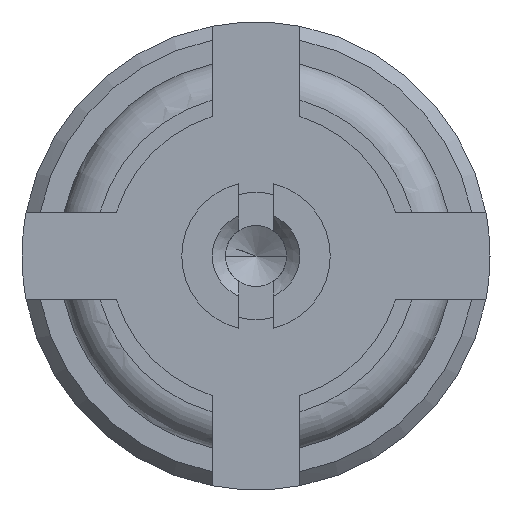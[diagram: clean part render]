
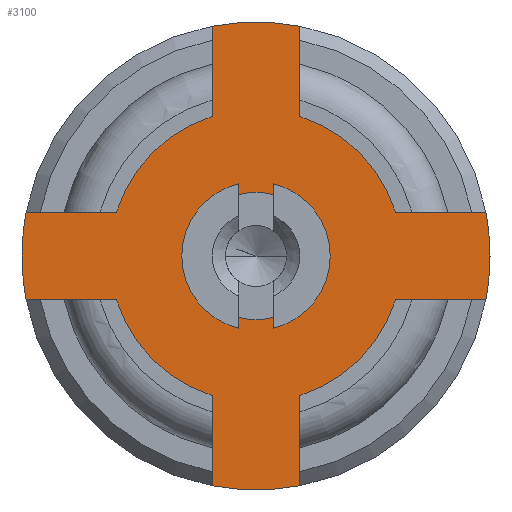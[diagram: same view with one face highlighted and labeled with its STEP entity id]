
A CAD part, left-side view. The second image highlights one B-rep face of the part: STEP entity #3100.
In plain terms, the highlighted planar face has unit normal (-1, 0, 0).
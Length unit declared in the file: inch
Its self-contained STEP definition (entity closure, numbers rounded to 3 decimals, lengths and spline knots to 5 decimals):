
#127=CARTESIAN_POINT('',(-0.1748,0.,0.));
#128=DIRECTION('',(1.,0.,0.));
#129=DIRECTION('',(0.,0.982,-0.188));
#130=AXIS2_PLACEMENT_3D('',#127,#128,#129);
#145=CARTESIAN_POINT('',(-0.1748,0.,0.));
#146=DIRECTION('',(-1.,0.,0.));
#147=DIRECTION('',(0.,0.188,-0.982));
#148=AXIS2_PLACEMENT_3D('',#145,#146,#147);
#163=CARTESIAN_POINT('',(-0.1748,0.,0.));
#164=DIRECTION('',(1.,0.,0.));
#165=DIRECTION('',(0.,-1.,0.));
#166=AXIS2_PLACEMENT_3D('',#163,#164,#165);
#480=CARTESIAN_POINT('',(-0.1748,0.,0.));
#481=DIRECTION('',(1.,0.,0.));
#482=DIRECTION('',(0.,-0.982,0.188));
#483=AXIS2_PLACEMENT_3D('',#480,#481,#482);
#498=CARTESIAN_POINT('',(-0.1748,0.,0.));
#499=DIRECTION('',(-1.,0.,0.));
#500=DIRECTION('',(0.,-0.188,0.982));
#501=AXIS2_PLACEMENT_3D('',#498,#499,#500);
#516=CARTESIAN_POINT('',(-0.1748,0.,0.));
#517=DIRECTION('',(1.,0.,0.));
#518=DIRECTION('',(0.,1.,0.));
#519=AXIS2_PLACEMENT_3D('',#516,#517,#518);
#688=DIRECTION('',(0.,0.,1.));
#689=VECTOR('',#688,0.02067);
#690=CARTESIAN_POINT('',(-0.1748,-0.01004,
-0.05259));
#691=LINE('',#690,#689);
#692=DIRECTION('',(0.,0.,-1.));
#693=VECTOR('',#692,0.02067);
#694=CARTESIAN_POINT('',(-0.1748,0.01004,
-0.03192));
#695=LINE('',#694,#693);
#696=DIRECTION('',(0.,-1.,0.));
#697=VECTOR('',#696,0.02067);
#698=CARTESIAN_POINT('',(-0.1748,0.05259,
-0.01004));
#699=LINE('',#698,#697);
#700=DIRECTION('',(0.,1.,0.));
#701=VECTOR('',#700,0.02067);
#702=CARTESIAN_POINT('',(-0.1748,0.03192,
0.01004));
#703=LINE('',#702,#701);
#704=DIRECTION('',(0.,0.,-1.));
#705=VECTOR('',#704,0.02067);
#706=CARTESIAN_POINT('',(-0.1748,0.01004,
0.05259));
#707=LINE('',#706,#705);
#708=DIRECTION('',(0.,0.,1.));
#709=VECTOR('',#708,0.02067);
#710=CARTESIAN_POINT('',(-0.1748,-0.01004,
0.03192));
#711=LINE('',#710,#709);
#712=DIRECTION('',(0.,1.,0.));
#713=VECTOR('',#712,0.02067);
#714=CARTESIAN_POINT('',(-0.1748,-0.05259,
0.01004));
#715=LINE('',#714,#713);
#716=DIRECTION('',(0.,-1.,0.));
#717=VECTOR('',#716,0.02067);
#718=CARTESIAN_POINT('',(-0.1748,-0.03192,
-0.01004));
#719=LINE('',#718,#717);
#720=CARTESIAN_POINT('',(-0.1748,0.,0.));
#721=DIRECTION('',(1.,0.,0.));
#722=DIRECTION('',(0.,1.,0.));
#723=AXIS2_PLACEMENT_3D('',#720,#721,#722);
#725=CARTESIAN_POINT('',(-0.1748,0.,0.));
#726=DIRECTION('',(1.,0.,0.));
#727=DIRECTION('',(0.,-1.,0.));
#728=AXIS2_PLACEMENT_3D('',#725,#726,#727);
#730=CARTESIAN_POINT('',(-0.1748,0.,0.));
#731=DIRECTION('',(1.,0.,0.));
#732=DIRECTION('',(0.,-0.954,-0.3));
#733=AXIS2_PLACEMENT_3D('',#730,#731,#732);
#879=CARTESIAN_POINT('',(-0.1748,0.,0.));
#880=DIRECTION('',(1.,0.,0.));
#881=DIRECTION('',(0.,0.3,-0.954));
#882=AXIS2_PLACEMENT_3D('',#879,#880,#881);
#1028=CARTESIAN_POINT('',(-0.1748,0.,0.));
#1029=DIRECTION('',(1.,0.,0.));
#1030=DIRECTION('',(0.,0.954,0.3));
#1031=AXIS2_PLACEMENT_3D('',#1028,#1029,#1030);
#1177=CARTESIAN_POINT('',(-0.1748,0.,0.));
#1178=DIRECTION('',(1.,0.,0.));
#1179=DIRECTION('',(0.,-0.3,0.954));
#1180=AXIS2_PLACEMENT_3D('',#1177,#1178,#1179);
#1885=CARTESIAN_POINT('',(-0.1748,0.05354,0.));
#1886=CARTESIAN_POINT('',(-0.1748,0.05259,
0.01004));
#1887=VERTEX_POINT('',#1885);
#1888=VERTEX_POINT('',#1886);
#1899=CARTESIAN_POINT('',(-0.1748,0.05259,
-0.01004));
#1900=VERTEX_POINT('',#1899);
#1933=CARTESIAN_POINT('',(-0.1748,0.01004,
-0.05259));
#1934=CARTESIAN_POINT('',(-0.1748,-0.01004,
-0.05259));
#1935=VERTEX_POINT('',#1933);
#1936=VERTEX_POINT('',#1934);
#1963=CARTESIAN_POINT('',(-0.1748,-0.05259,
0.01004));
#1964=CARTESIAN_POINT('',(-0.1748,-0.05354,0.));
#1965=VERTEX_POINT('',#1963);
#1966=VERTEX_POINT('',#1964);
#1977=CARTESIAN_POINT('',(-0.1748,-0.05259,
-0.01004));
#1978=VERTEX_POINT('',#1977);
#2003=CARTESIAN_POINT('',(-0.1748,-0.01004,
0.05259));
#2004=CARTESIAN_POINT('',(-0.1748,0.01004,
0.05259));
#2005=VERTEX_POINT('',#2003);
#2006=VERTEX_POINT('',#2004);
#2205=CARTESIAN_POINT('',(-0.1748,0.03192,
0.01004));
#2206=CARTESIAN_POINT('',(-0.1748,0.01004,
0.03192));
#2207=VERTEX_POINT('',#2205);
#2208=VERTEX_POINT('',#2206);
#2209=CARTESIAN_POINT('',(-0.1748,-0.01004,
0.03192));
#2210=CARTESIAN_POINT('',(-0.1748,-0.03192,
0.01004));
#2211=VERTEX_POINT('',#2209);
#2212=VERTEX_POINT('',#2210);
#2221=CARTESIAN_POINT('',(-0.1748,-0.03192,
-0.01004));
#2222=CARTESIAN_POINT('',(-0.1748,-0.01004,
-0.03192));
#2223=VERTEX_POINT('',#2221);
#2224=VERTEX_POINT('',#2222);
#2225=CARTESIAN_POINT('',(-0.1748,0.01004,
-0.03192));
#2226=CARTESIAN_POINT('',(-0.1748,0.03192,
-0.01004));
#2227=VERTEX_POINT('',#2225);
#2228=VERTEX_POINT('',#2226);
#2339=CARTESIAN_POINT('',(-0.1748,0.01457,0.));
#2340=CARTESIAN_POINT('',(-0.1748,-0.01457,0.));
#2341=VERTEX_POINT('',#2339);
#2342=VERTEX_POINT('',#2340);
#3057=CARTESIAN_POINT('',(-0.1748,0.,0.));
#3058=DIRECTION('',(-1.,0.,0.));
#3059=DIRECTION('',(0.,0.,1.));
#3060=AXIS2_PLACEMENT_3D('',#3057,#3058,#3059);
#3061=PLANE('',#3060);
#3063=ORIENTED_EDGE('',*,*,#3062,.T.);
#3065=ORIENTED_EDGE('',*,*,#3064,.F.);
#3066=ORIENTED_EDGE('',*,*,#2526,.F.);
#3068=ORIENTED_EDGE('',*,*,#3067,.F.);
#3070=ORIENTED_EDGE('',*,*,#3069,.T.);
#3072=ORIENTED_EDGE('',*,*,#3071,.F.);
#3073=ORIENTED_EDGE('',*,*,#2518,.T.);
#3074=ORIENTED_EDGE('',*,*,#2873,.T.);
#3076=ORIENTED_EDGE('',*,*,#3075,.F.);
#3078=ORIENTED_EDGE('',*,*,#3077,.T.);
#3080=ORIENTED_EDGE('',*,*,#3079,.F.);
#3081=ORIENTED_EDGE('',*,*,#2865,.F.);
#3083=ORIENTED_EDGE('',*,*,#3082,.F.);
#3085=ORIENTED_EDGE('',*,*,#3084,.T.);
#3087=ORIENTED_EDGE('',*,*,#3086,.F.);
#3088=ORIENTED_EDGE('',*,*,#2857,.T.);
#3089=ORIENTED_EDGE('',*,*,#2534,.T.);
#3091=ORIENTED_EDGE('',*,*,#3090,.F.);
#3092=EDGE_LOOP('',(#3063,#3065,#3066,#3068,#3070,#3072,#3073,#3074,#3076,#3078,
#3080,#3081,#3083,#3085,#3087,#3088,#3089,#3091));
#3093=FACE_OUTER_BOUND('',#3092,.F.);
#3095=ORIENTED_EDGE('',*,*,#3094,.F.);
#3097=ORIENTED_EDGE('',*,*,#3096,.F.);
#3098=EDGE_LOOP('',(#3095,#3097));
#3099=FACE_BOUND('',#3098,.F.);
#3100=ADVANCED_FACE('',(#3093,#3099),#3061,.T.);
#131=CIRCLE('',#130,0.05354);
#149=CIRCLE('',#148,0.05354);
#167=CIRCLE('',#166,0.05354);
#484=CIRCLE('',#483,0.05354);
#502=CIRCLE('',#501,0.05354);
#520=CIRCLE('',#519,0.05354);
#724=CIRCLE('',#723,0.01457);
#729=CIRCLE('',#728,0.01457);
#734=CIRCLE('',#733,0.03346);
#883=CIRCLE('',#882,0.03346);
#1032=CIRCLE('',#1031,0.03346);
#1181=CIRCLE('',#1180,0.03346);
#2518=EDGE_CURVE('',#1900,#1887,#131,.T.);
#2526=EDGE_CURVE('',#1935,#1936,#149,.T.);
#2534=EDGE_CURVE('',#1966,#1978,#167,.T.);
#2857=EDGE_CURVE('',#1965,#1966,#484,.T.);
#2865=EDGE_CURVE('',#2005,#2006,#502,.T.);
#2873=EDGE_CURVE('',#1887,#1888,#520,.T.);
#3062=EDGE_CURVE('',#2223,#2224,#734,.T.);
#3064=EDGE_CURVE('',#1936,#2224,#691,.T.);
#3067=EDGE_CURVE('',#2227,#1935,#695,.T.);
#3069=EDGE_CURVE('',#2227,#2228,#883,.T.);
#3071=EDGE_CURVE('',#1900,#2228,#699,.T.);
#3075=EDGE_CURVE('',#2207,#1888,#703,.T.);
#3077=EDGE_CURVE('',#2207,#2208,#1032,.T.);
#3079=EDGE_CURVE('',#2006,#2208,#707,.T.);
#3082=EDGE_CURVE('',#2211,#2005,#711,.T.);
#3084=EDGE_CURVE('',#2211,#2212,#1181,.T.);
#3086=EDGE_CURVE('',#1965,#2212,#715,.T.);
#3090=EDGE_CURVE('',#2223,#1978,#719,.T.);
#3094=EDGE_CURVE('',#2341,#2342,#724,.T.);
#3096=EDGE_CURVE('',#2342,#2341,#729,.T.);
